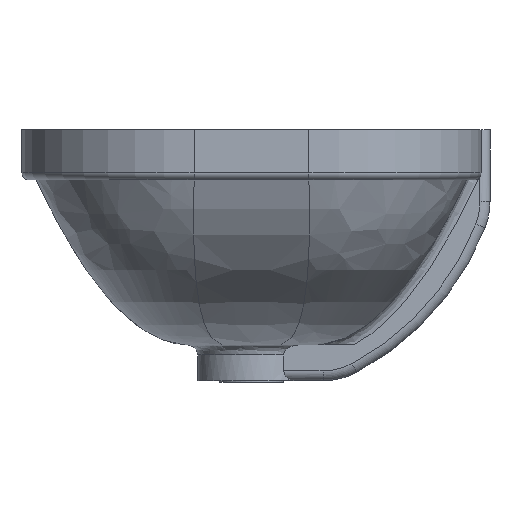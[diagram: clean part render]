
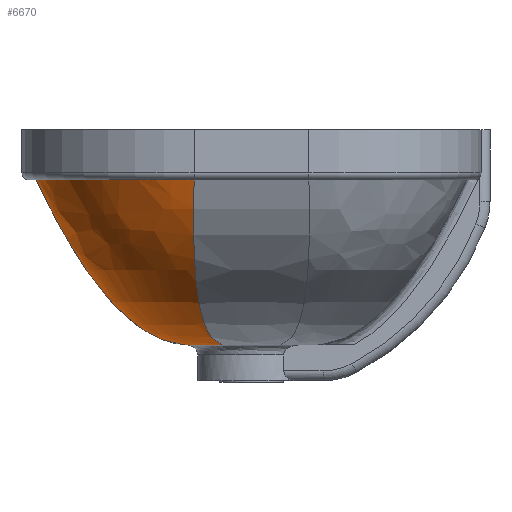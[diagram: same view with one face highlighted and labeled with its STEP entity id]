
A CAD part, left-side view. The second image highlights one B-rep face of the part: STEP entity #6670.
In plain terms, the highlighted free-form (B-spline) face has degree [3, 3] with [18, 4] control points.
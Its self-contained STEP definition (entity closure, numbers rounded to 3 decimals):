
#676=CARTESIAN_POINT('',(142.5,-215.,0.0));
#677=VERTEX_POINT('',#676);
#685=CARTESIAN_POINT('',(252.5,-105.,0.0));
#686=VERTEX_POINT('',#685);
#687=CARTESIAN_POINT('',(142.5,-215.,0.0));
#688=CARTESIAN_POINT('',(146.614,-215.,0.0));
#689=CARTESIAN_POINT('',(155.159,-214.536,0.0));
#690=CARTESIAN_POINT('',(167.051,-212.436,0.0));
#691=CARTESIAN_POINT('',(177.531,-209.415,0.0));
#692=CARTESIAN_POINT('',(186.428,-206.001,0.0));
#693=CARTESIAN_POINT('',(195.101,-201.769,0.0));
#694=CARTESIAN_POINT('',(206.195,-195.094,0.0));
#695=CARTESIAN_POINT('',(218.867,-184.952,0.0));
#696=CARTESIAN_POINT('',(229.303,-173.055,0.0));
#697=CARTESIAN_POINT('',(236.109,-163.,0.0));
#698=CARTESIAN_POINT('',(241.882,-152.773,0.0));
#699=CARTESIAN_POINT('',(246.638,-141.298,0.0));
#700=CARTESIAN_POINT('',(249.937,-129.371,0.0));
#701=CARTESIAN_POINT('',(251.645,-119.67,0.0));
#702=CARTESIAN_POINT('',(252.402,-111.346,0.0));
#703=CARTESIAN_POINT('',(252.5,-106.905,0.0));
#704=CARTESIAN_POINT('',(252.5,-105.,0.0));
#705=B_SPLINE_CURVE_WITH_KNOTS('',3,(#687,#688,#689,#690,#691,#692,#693,#694,#695,#696,#697,#698,#699,#700,#701,#702,#703,#704),.UNSPECIFIED.,.F.,.U.,(4,1,1,1,1,1,1,1,1,1,1,1,1,1,1,4),(0.0,0.071,0.143,0.19,0.238,0.286,0.333,0.429,0.524,0.571,0.619,0.714,0.786,0.857,0.929,1.0),.UNSPECIFIED.);
#706=EDGE_CURVE('',#677,#686,#705,.T.);
#6379=CARTESIAN_POINT('',(50.,-85.,-115.0));
#6380=VERTEX_POINT('',#6379);
#6387=CARTESIAN_POINT('',(30.,-109.495,-115.));
#6388=VERTEX_POINT('',#6387);
#6389=CARTESIAN_POINT('',(25.,-85.,-115.0));
#6390=DIRECTION('',(0.0,0.0,1.0));
#6391=DIRECTION('',(-1.0,0.0,0.0));
#6392=AXIS2_PLACEMENT_3D('',#6389,#6390,#6391);
#6393=CIRCLE('',#6392,25.0);
#6394=EDGE_CURVE('',#6388,#6380,#6393,.T.);
#6396=CARTESIAN_POINT('',(25.,-110.,-115.0));
#6397=VERTEX_POINT('',#6396);
#6398=CARTESIAN_POINT('',(25.,-85.,-115.0));
#6399=DIRECTION('',(0.0,0.0,1.0));
#6400=DIRECTION('',(-1.0,0.0,0.0));
#6401=AXIS2_PLACEMENT_3D('',#6398,#6399,#6400);
#6402=CIRCLE('',#6401,25.0);
#6403=EDGE_CURVE('',#6397,#6388,#6402,.T.);
#6572=CARTESIAN_POINT('',(25.,-110.,-115.0));
#6573=CARTESIAN_POINT('',(116.616,-144.917,-113.463));
#6574=CARTESIAN_POINT('',(155.783,-179.917,-75.13));
#6575=CARTESIAN_POINT('',(142.5,-215.,0.0));
#6576=QUASI_UNIFORM_CURVE('',3,(#6572,#6573,#6574,#6575),.UNSPECIFIED.,.F.,.U.);
#6577=EDGE_CURVE('',#6397,#677,#6576,.T.);
#6584=CARTESIAN_POINT('',(25.,-110.,-115.0));
#6585=CARTESIAN_POINT('',(25.935,-110.,-115.0));
#6586=CARTESIAN_POINT('',(27.805,-109.895,-115.));
#6587=CARTESIAN_POINT('',(30.267,-109.477,-115.));
#6588=CARTESIAN_POINT('',(32.376,-108.912,-115.));
#6589=CARTESIAN_POINT('',(34.142,-108.294,-115.0));
#6590=CARTESIAN_POINT('',(35.857,-107.545,-115.));
#6591=CARTESIAN_POINT('',(38.063,-106.379,-115.));
#6592=CARTESIAN_POINT('',(40.646,-104.619,-115.));
#6593=CARTESIAN_POINT('',(42.937,-102.493,-115.));
#6594=CARTESIAN_POINT('',(44.564,-100.602,-115.));
#6595=CARTESIAN_POINT('',(46.046,-98.594,-115.));
#6596=CARTESIAN_POINT('',(47.452,-96.158,-115.));
#6597=CARTESIAN_POINT('',(48.647,-93.274,-115.0));
#6598=CARTESIAN_POINT('',(49.424,-90.575,-115.));
#6599=CARTESIAN_POINT('',(49.895,-87.805,-115.));
#6600=CARTESIAN_POINT('',(50.,-85.935,-115.0));
#6601=CARTESIAN_POINT('',(50.,-85.,-115.0));
#6602=CARTESIAN_POINT('',(116.616,-144.917,-113.463));
#6603=CARTESIAN_POINT('',(118.274,-144.917,-113.463));
#6604=CARTESIAN_POINT('',(121.584,-144.731,-113.463));
#6605=CARTESIAN_POINT('',(125.933,-143.995,-113.463));
#6606=CARTESIAN_POINT('',(129.656,-143.007,-113.463));
#6607=CARTESIAN_POINT('',(132.775,-141.931,-113.463));
#6608=CARTESIAN_POINT('',(135.807,-140.632,-113.463));
#6609=CARTESIAN_POINT('',(139.716,-138.612,-113.463));
#6610=CARTESIAN_POINT('',(144.313,-135.561,-113.463));
#6611=CARTESIAN_POINT('',(148.424,-131.855,-113.463));
#6612=CARTESIAN_POINT('',(151.356,-128.534,-113.463));
#6613=CARTESIAN_POINT('',(154.028,-124.99,-113.463));
#6614=CARTESIAN_POINT('',(156.556,-120.658,-113.463));
#6615=CARTESIAN_POINT('',(158.67,-115.495,-113.463));
#6616=CARTESIAN_POINT('',(160.009,-110.645,-113.463));
#6617=CARTESIAN_POINT('',(160.782,-105.659,-113.463));
#6618=CARTESIAN_POINT('',(160.939,-102.285,-113.463));
#6619=CARTESIAN_POINT('',(160.939,-100.594,-113.463));
#6620=CARTESIAN_POINT('',(155.783,-179.917,-75.13));
#6621=CARTESIAN_POINT('',(158.5,-179.917,-75.13));
#6622=CARTESIAN_POINT('',(164.036,-179.611,-75.13));
#6623=CARTESIAN_POINT('',(171.528,-178.315,-75.13));
#6624=CARTESIAN_POINT('',(178.041,-176.508,-75.13));
#6625=CARTESIAN_POINT('',(183.537,-174.5,-75.13));
#6626=CARTESIAN_POINT('',(188.888,-172.041,-75.13));
#6627=CARTESIAN_POINT('',(195.759,-168.183,-75.13));
#6628=CARTESIAN_POINT('',(203.72,-162.339,-75.13));
#6629=CARTESIAN_POINT('',(210.547,-155.376,-75.13));
#6630=CARTESIAN_POINT('',(215.205,-149.333,-75.13));
#6631=CARTESIAN_POINT('',(219.306,-143.05,-75.13));
#6632=CARTESIAN_POINT('',(222.952,-135.704,-75.13));
#6633=CARTESIAN_POINT('',(225.766,-127.527,-75.13));
#6634=CARTESIAN_POINT('',(227.415,-120.343,-75.13));
#6635=CARTESIAN_POINT('',(228.284,-113.506,-75.13));
#6636=CARTESIAN_POINT('',(228.439,-109.275,-75.13));
#6637=CARTESIAN_POINT('',(228.439,-107.261,-75.13));
#6638=CARTESIAN_POINT('',(142.5,-215.,0.0));
#6639=CARTESIAN_POINT('',(146.614,-215.,0.0));
#6640=CARTESIAN_POINT('',(155.159,-214.536,0.0));
#6641=CARTESIAN_POINT('',(167.051,-212.436,0.0));
#6642=CARTESIAN_POINT('',(177.531,-209.415,0.0));
#6643=CARTESIAN_POINT('',(186.428,-206.001,0.0));
#6644=CARTESIAN_POINT('',(195.101,-201.769,0.0));
#6645=CARTESIAN_POINT('',(206.195,-195.094,0.0));
#6646=CARTESIAN_POINT('',(218.867,-184.952,0.0));
#6647=CARTESIAN_POINT('',(229.303,-173.055,0.0));
#6648=CARTESIAN_POINT('',(236.109,-163.,0.0));
#6649=CARTESIAN_POINT('',(241.882,-152.773,0.0));
#6650=CARTESIAN_POINT('',(246.638,-141.298,0.0));
#6651=CARTESIAN_POINT('',(249.937,-129.371,0.0));
#6652=CARTESIAN_POINT('',(251.645,-119.67,0.0));
#6653=CARTESIAN_POINT('',(252.402,-111.346,0.0));
#6654=CARTESIAN_POINT('',(252.5,-106.905,0.0));
#6655=CARTESIAN_POINT('',(252.5,-105.,0.0));
#6656=B_SPLINE_SURFACE_WITH_KNOTS('',3,3,((#6584,#6602,#6620,#6638),(#6585,#6603,#6621,#6639),(#6586,#6604,#6622,#6640),(#6587,#6605,#6623,#6641),(#6588,#6606,#6624,#6642),(#6589,#6607,#6625,#6643),(#6590,#6608,#6626,#6644),(#6591,#6609,#6627,#6645),(#6592,#6610,#6628,#6646),(#6593,#6611,#6629,#6647),(#6594,#6612,#6630,#6648),(#6595,#6613,#6631,#6649),(#6596,#6614,#6632,#6650),(#6597,#6615,#6633,#6651),(#6598,#6616,#6634,#6652),(#6599,#6617,#6635,#6653),(#6600,#6618,#6636,#6654),(#6601,#6619,#6637,#6655)),.UNSPECIFIED.,.F.,.F.,.U.,(4,1,1,1,1,1,1,1,1,1,1,1,1,1,1,4),(4,4),(0.0,0.071,0.143,0.19,0.238,0.286,0.333,0.429,0.524,0.571,0.619,0.714,0.786,0.857,0.929,1.0),(0.0,1.0),.UNSPECIFIED.);
#6657=ORIENTED_EDGE('',*,*,#6403,.T.);
#6658=ORIENTED_EDGE('',*,*,#6394,.T.);
#6659=CARTESIAN_POINT('',(50.,-85.,-115.0));
#6660=CARTESIAN_POINT('',(160.939,-100.594,-113.463));
#6661=CARTESIAN_POINT('',(228.439,-107.261,-75.13));
#6662=CARTESIAN_POINT('',(252.5,-105.,0.0));
#6663=QUASI_UNIFORM_CURVE('',3,(#6659,#6660,#6661,#6662),.UNSPECIFIED.,.F.,.U.);
#6664=EDGE_CURVE('',#6380,#686,#6663,.T.);
#6665=ORIENTED_EDGE('',*,*,#6664,.T.);
#6666=ORIENTED_EDGE('',*,*,#706,.F.);
#6667=ORIENTED_EDGE('',*,*,#6577,.F.);
#6668=EDGE_LOOP('',(#6657,#6658,#6665,#6666,#6667));
#6669=FACE_OUTER_BOUND('',#6668,.T.);
#6670=ADVANCED_FACE('',(#6669),#6656,.T.);
